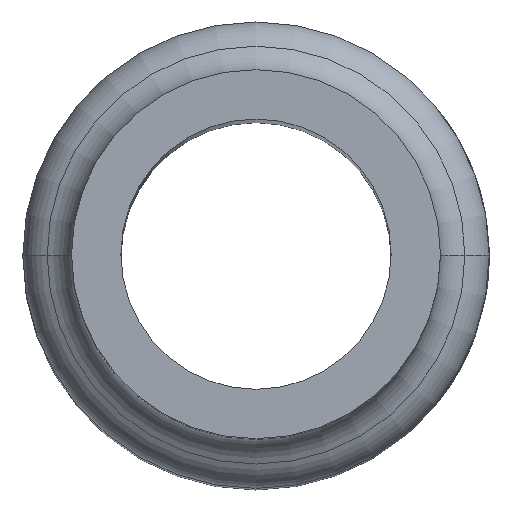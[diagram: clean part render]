
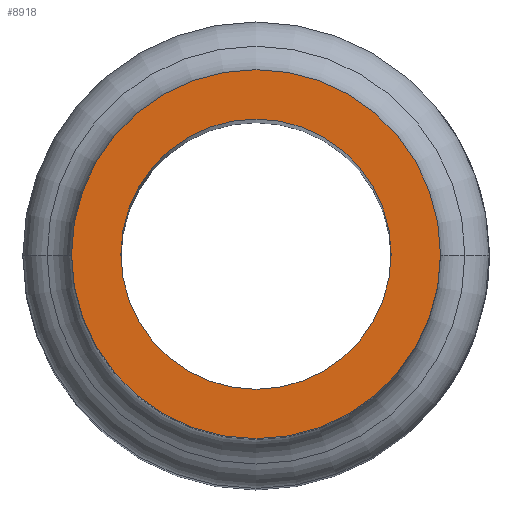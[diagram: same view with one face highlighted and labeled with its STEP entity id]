
A CAD part, top view. The second image highlights one B-rep face of the part: STEP entity #8918.
In plain terms, the highlighted planar face has unit normal (0, 0, 1).
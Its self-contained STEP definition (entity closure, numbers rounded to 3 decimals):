
#297 = VERTEX_POINT ( 'NONE', #6081 ) ;
#538 = CARTESIAN_POINT ( 'NONE',  ( 0., 0., 0. ) ) ;
#678 = EDGE_CURVE ( 'NONE', #297, #14308, #22934, .T. ) ;
#1377 = DIRECTION ( 'NONE',  ( 0., 0., 1. ) ) ;
#1962 = ORIENTED_EDGE ( 'NONE', *, *, #19841, .F. ) ;
#2745 = DIRECTION ( 'NONE',  ( 0., 0., 1. ) ) ;
#2820 = DIRECTION ( 'NONE',  ( 1., 0., 0. ) ) ;
#3236 = DIRECTION ( 'NONE',  ( 0., 0., 1. ) ) ;
#3445 = ORIENTED_EDGE ( 'NONE', *, *, #13634, .T. ) ;
#4855 = EDGE_LOOP ( 'NONE', ( #14644, #3445 ) ) ;
#6081 = CARTESIAN_POINT ( 'NONE',  ( 13.45, 0., 0. ) ) ;
#6398 = VERTEX_POINT ( 'NONE', #20267 ) ;
#6673 = AXIS2_PLACEMENT_3D ( 'NONE', #8101, #1377, #20924 ) ;
#6869 = CARTESIAN_POINT ( 'NONE',  ( 9.85, 0., 0. ) ) ;
#7220 = CARTESIAN_POINT ( 'NONE',  ( 0., 10.85, 0. ) ) ;
#8101 = CARTESIAN_POINT ( 'NONE',  ( 0., 0., 0. ) ) ;
#8918 = ADVANCED_FACE ( 'NONE', ( #18581, #18061 ), #26757, .F. ) ;
#9831 = CIRCLE ( 'NONE', #18471, 13.45 ) ;
#11609 = ORIENTED_EDGE ( 'NONE', *, *, #26187, .F. ) ;
#12652 = EDGE_LOOP ( 'NONE', ( #11609, #1962 ) ) ;
#13634 = EDGE_CURVE ( 'NONE', #14308, #297, #9831, .T. ) ;
#14308 = VERTEX_POINT ( 'NONE', #25334 ) ;
#14644 = ORIENTED_EDGE ( 'NONE', *, *, #678, .T. ) ;
#17203 = DIRECTION ( 'NONE',  ( 0., 0., 1. ) ) ;
#18061 = FACE_OUTER_BOUND ( 'NONE', #4855, .T. ) ;
#18471 = AXIS2_PLACEMENT_3D ( 'NONE', #26022, #17203, #21603 ) ;
#18581 = FACE_BOUND ( 'NONE', #12652, .T. ) ;
#18785 = AXIS2_PLACEMENT_3D ( 'NONE', #7220, #24610, #27293 ) ;
#19841 = EDGE_CURVE ( 'NONE', #6398, #23060, #26719, .T. ) ;
#20267 = CARTESIAN_POINT ( 'NONE',  ( -9.85, 0., 0. ) ) ;
#20924 = DIRECTION ( 'NONE',  ( 1., 0., 0. ) ) ;
#21603 = DIRECTION ( 'NONE',  ( 1., 0., 0. ) ) ;
#22934 = CIRCLE ( 'NONE', #26571, 13.45 ) ;
#23060 = VERTEX_POINT ( 'NONE', #6869 ) ;
#23987 = CIRCLE ( 'NONE', #25358, 9.85 ) ;
#24286 = DIRECTION ( 'NONE',  ( 1., 0., 0. ) ) ;
#24569 = CARTESIAN_POINT ( 'NONE',  ( 0., 0., 0. ) ) ;
#24610 = DIRECTION ( 'NONE',  ( 0., 0., -1. ) ) ;
#25334 = CARTESIAN_POINT ( 'NONE',  ( -13.45, 0., 0. ) ) ;
#25358 = AXIS2_PLACEMENT_3D ( 'NONE', #538, #3236, #2820 ) ;
#26022 = CARTESIAN_POINT ( 'NONE',  ( 0., 0., 0. ) ) ;
#26187 = EDGE_CURVE ( 'NONE', #23060, #6398, #23987, .T. ) ;
#26571 = AXIS2_PLACEMENT_3D ( 'NONE', #24569, #2745, #24286 ) ;
#26719 = CIRCLE ( 'NONE', #6673, 9.85 ) ;
#26757 = PLANE ( 'NONE',  #18785 ) ;
#27293 = DIRECTION ( 'NONE',  ( -1., 0., 0. ) ) ;
